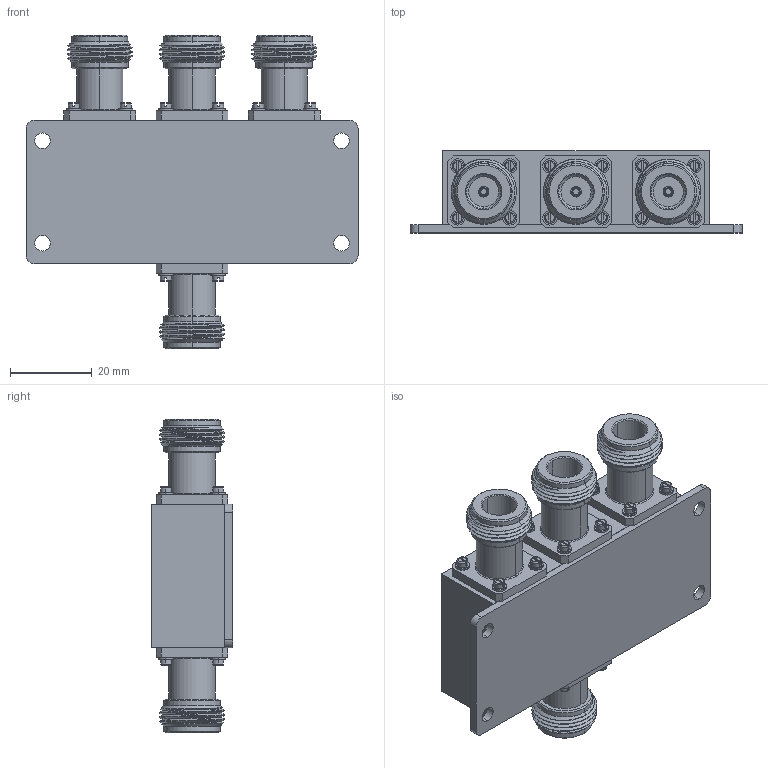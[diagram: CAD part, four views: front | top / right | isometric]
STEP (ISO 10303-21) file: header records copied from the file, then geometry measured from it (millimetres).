
FILE_DESCRIPTION (( 'STEP AP214' ), '1' );
FILE_NAME ('FMDV1206_3D.step', '2023-04-01T06:10:39', ( '' ), ( '' ), 'SwSTEP 2.0', 'SolidWorks 2022', '' );
FILE_SCHEMA (( 'AUTOMOTIVE_DESIGN' ));
Length unit declared in the file: millimetre
Products named in the file (4): FMDV1206_3D; Copy of SCR,M2x4,RndHdSlot^FMDV1206; Copy of PE4444^FMDV1206; Copy of POWER DIVIDER ENCLOSURE^FMDV1206
Assembly tree (21 placements, depth 2):
  FMDV1206_3D
    Copy of POWER DIVIDER ENCLOSURE^FMDV1206
    Copy of PE4444^FMDV1206  x4
    Copy of SCR,M2x4,RndHdSlot^FMDV1206  x16
Bounding box: 81 x 20 x 76.4 mm (x, y, z)
Volume: 57335.4 mm3; surface area: 25535 mm2
Topology: 22 solids, 26 shells, 696 faces, 1652 edges, 1072 vertices
Faces by surface type: plane 284, cylinder 256, cone 88, torus 56, bspline 12
Entity records: 6053 total; most frequent: CARTESIAN_POINT 2101, DIRECTION 776, ORIENTED_EDGE 688, EDGE_CURVE 344, AXIS2_PLACEMENT_3D 308, VERTEX_POINT 223, EDGE_LOOP 169, VECTOR 160
